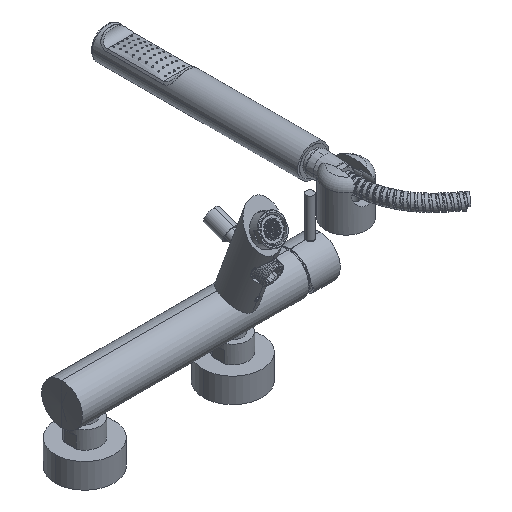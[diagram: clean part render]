
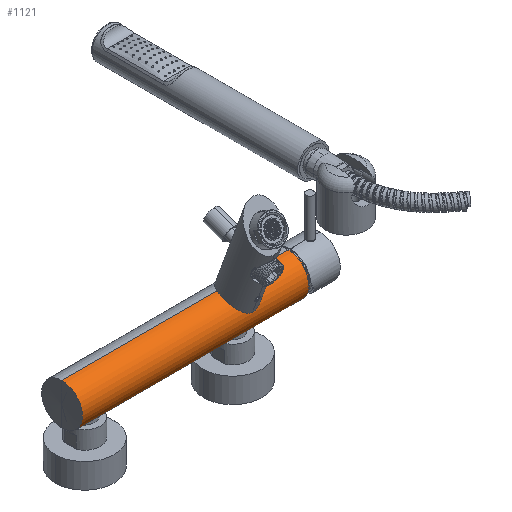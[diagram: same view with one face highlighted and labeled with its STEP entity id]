
A CAD part, isometric view. The second image highlights one B-rep face of the part: STEP entity #1121.
In plain terms, the highlighted cylindrical face has radius 20.75 mm (diameter 41.5 mm), a partial arc.
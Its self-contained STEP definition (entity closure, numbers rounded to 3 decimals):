
#53=CARTESIAN_POINT('',(132.,0.,0.));
#54=DIRECTION('',(1.,0.,0.));
#55=DIRECTION('',(0.,0.,1.));
#56=AXIS2_PLACEMENT_3D('',#53,#54,#55);
#73=CARTESIAN_POINT('',(71.308,0.,20.75));
#80=DIRECTION('',(1.,0.,0.));
#81=VECTOR('',#80,13.);
#82=CARTESIAN_POINT('',(-98.,0.,-20.75));
#83=LINE('',#82,#81);
#84=CARTESIAN_POINT('',(-85.,0.,-20.75));
#102=CARTESIAN_POINT('',(-65.,0.,-20.75));
#104=DIRECTION('',(1.,0.,0.));
#105=VECTOR('',#104,130.);
#106=CARTESIAN_POINT('',(-65.,0.,-20.75));
#107=LINE('',#106,#105);
#108=CARTESIAN_POINT('',(65.,0.,-20.75));
#126=CARTESIAN_POINT('',(85.,0.,-20.75));
#128=DIRECTION('',(1.,0.,0.));
#129=VECTOR('',#128,47.);
#130=CARTESIAN_POINT('',(85.,0.,-20.75));
#131=LINE('',#130,#129);
#132=CARTESIAN_POINT('',(78.692,0.,20.75));
#139=CARTESIAN_POINT('',(71.308,0.,20.75));
#140=CARTESIAN_POINT('',(70.712,-0.33,20.75));
#141=CARTESIAN_POINT('',(69.639,-1.112,20.736));
#142=CARTESIAN_POINT('',(68.304,-2.679,20.6));
#143=CARTESIAN_POINT('',(67.417,-4.429,20.299));
#144=CARTESIAN_POINT('',(66.979,-6.232,19.822));
#145=CARTESIAN_POINT('',(66.984,-8.004,19.175));
#146=CARTESIAN_POINT('',(67.431,-9.691,18.379));
#147=CARTESIAN_POINT('',(68.331,-11.221,17.481));
#148=CARTESIAN_POINT('',(69.664,-12.498,16.584));
#149=CARTESIAN_POINT('',(71.318,-13.418,15.837));
#150=CARTESIAN_POINT('',(73.137,-13.951,15.362));
#151=CARTESIAN_POINT('',(74.371,-14.066,15.255));
#152=CARTESIAN_POINT('',(75.,-14.066,15.255));
#154=CARTESIAN_POINT('',(75.,-14.066,15.255));
#155=CARTESIAN_POINT('',(75.629,-14.066,15.255));
#156=CARTESIAN_POINT('',(76.863,-13.951,15.362));
#157=CARTESIAN_POINT('',(78.682,-13.418,15.837));
#158=CARTESIAN_POINT('',(80.336,-12.498,16.584));
#159=CARTESIAN_POINT('',(81.669,-11.221,17.481));
#160=CARTESIAN_POINT('',(82.569,-9.691,18.379));
#161=CARTESIAN_POINT('',(83.016,-8.004,19.175));
#162=CARTESIAN_POINT('',(83.021,-6.232,19.822));
#163=CARTESIAN_POINT('',(82.583,-4.429,20.299));
#164=CARTESIAN_POINT('',(81.696,-2.679,20.6));
#165=CARTESIAN_POINT('',(80.361,-1.112,20.736));
#166=CARTESIAN_POINT('',(79.288,-0.33,20.75));
#167=CARTESIAN_POINT('',(78.692,0.,20.75));
#169=DIRECTION('',(1.,0.,0.));
#170=VECTOR('',#169,53.308);
#171=CARTESIAN_POINT('',(78.692,0.,20.75));
#172=LINE('',#171,#170);
#173=CARTESIAN_POINT('',(85.,0.,-20.75));
#174=CARTESIAN_POINT('',(85.,-0.665,-20.75));
#175=CARTESIAN_POINT('',(84.87,-1.967,-20.687));
#176=CARTESIAN_POINT('',(84.297,-3.852,-20.417));
#177=CARTESIAN_POINT('',(83.386,-5.56,-20.014));
#178=CARTESIAN_POINT('',(82.175,-7.054,-19.532));
#179=CARTESIAN_POINT('',(80.697,-8.294,-19.033));
#180=CARTESIAN_POINT('',(78.99,-9.24,-18.586));
#181=CARTESIAN_POINT('',(77.078,-9.851,-18.264));
#182=CARTESIAN_POINT('',(75.059,-10.068,-18.143));
#183=CARTESIAN_POINT('',(73.044,-9.875,-18.251));
#184=CARTESIAN_POINT('',(71.13,-9.291,-18.56));
#185=CARTESIAN_POINT('',(69.398,-8.36,-19.004));
#186=CARTESIAN_POINT('',(67.891,-7.122,-19.508));
#187=CARTESIAN_POINT('',(66.652,-5.619,-19.998));
#188=CARTESIAN_POINT('',(65.72,-3.898,-20.409));
#189=CARTESIAN_POINT('',(65.133,-1.991,-20.685));
#190=CARTESIAN_POINT('',(65.,-0.673,-20.75));
#191=CARTESIAN_POINT('',(65.,0.,-20.75));
#193=CARTESIAN_POINT('',(-65.,0.,-20.75));
#194=CARTESIAN_POINT('',(-65.,-0.673,-20.75));
#195=CARTESIAN_POINT('',(-65.133,-1.991,
-20.685));
#196=CARTESIAN_POINT('',(-65.72,-3.898,
-20.409));
#197=CARTESIAN_POINT('',(-66.652,-5.619,
-19.998));
#198=CARTESIAN_POINT('',(-67.891,-7.122,
-19.508));
#199=CARTESIAN_POINT('',(-69.398,-8.36,
-19.004));
#200=CARTESIAN_POINT('',(-71.13,-9.291,
-18.56));
#201=CARTESIAN_POINT('',(-73.044,-9.875,
-18.251));
#202=CARTESIAN_POINT('',(-75.059,-10.068,
-18.143));
#203=CARTESIAN_POINT('',(-77.078,-9.851,
-18.264));
#204=CARTESIAN_POINT('',(-78.99,-9.24,
-18.586));
#205=CARTESIAN_POINT('',(-80.697,-8.294,
-19.033));
#206=CARTESIAN_POINT('',(-82.175,-7.054,
-19.532));
#207=CARTESIAN_POINT('',(-83.386,-5.56,
-20.014));
#208=CARTESIAN_POINT('',(-84.297,-3.852,
-20.417));
#209=CARTESIAN_POINT('',(-84.87,-1.967,
-20.687));
#210=CARTESIAN_POINT('',(-85.,-0.665,-20.75));
#211=CARTESIAN_POINT('',(-85.,0.,-20.75));
#213=CARTESIAN_POINT('',(-98.,0.,0.));
#214=DIRECTION('',(1.,0.,0.));
#215=DIRECTION('',(0.,0.,1.));
#216=AXIS2_PLACEMENT_3D('',#213,#214,#215);
#218=DIRECTION('',(1.,0.,0.));
#219=VECTOR('',#218,169.308);
#220=CARTESIAN_POINT('',(-98.,0.,20.75));
#221=LINE('',#220,#219);
#929=CARTESIAN_POINT('',(132.,0.,-20.75));
#930=CARTESIAN_POINT('',(132.,0.,20.75));
#931=VERTEX_POINT('',#929);
#932=VERTEX_POINT('',#930);
#933=CARTESIAN_POINT('',(-98.,0.,-20.75));
#934=CARTESIAN_POINT('',(-98.,0.,20.75));
#935=VERTEX_POINT('',#933);
#936=VERTEX_POINT('',#934);
#955=VERTEX_POINT('',#108);
#956=VERTEX_POINT('',#126);
#963=VERTEX_POINT('',#102);
#964=VERTEX_POINT('',#84);
#967=VERTEX_POINT('',#73);
#969=VERTEX_POINT('',#132);
#970=VERTEX_POINT('',#152);
#1098=CARTESIAN_POINT('',(-98.,0.,0.));
#1099=DIRECTION('',(1.,0.,0.));
#1100=DIRECTION('',(0.,0.,-1.));
#1101=AXIS2_PLACEMENT_3D('',#1098,#1099,#1100);
#1102=CYLINDRICAL_SURFACE('',#1101,20.75);
#1104=ORIENTED_EDGE('',*,*,#1103,.T.);
#1106=ORIENTED_EDGE('',*,*,#1105,.T.);
#1107=ORIENTED_EDGE('',*,*,#1084,.T.);
#1108=ORIENTED_EDGE('',*,*,#1044,.T.);
#1109=ORIENTED_EDGE('',*,*,#1081,.F.);
#1111=ORIENTED_EDGE('',*,*,#1110,.T.);
#1112=ORIENTED_EDGE('',*,*,#1077,.F.);
#1114=ORIENTED_EDGE('',*,*,#1113,.T.);
#1115=ORIENTED_EDGE('',*,*,#1073,.F.);
#1117=ORIENTED_EDGE('',*,*,#1116,.F.);
#1118=ORIENTED_EDGE('',*,*,#1069,.T.);
#1119=EDGE_LOOP('',(#1104,#1106,#1107,#1108,#1109,#1111,#1112,#1114,#1115,#1117,
#1118));
#1120=FACE_OUTER_BOUND('',#1119,.F.);
#1121=ADVANCED_FACE('',(#1120),#1102,.T.);
#57=CIRCLE('',#56,20.75);
#153=B_SPLINE_CURVE_WITH_KNOTS('',3,(#139,#140,#141,#142,#143,#144,#145,#146,
#147,#148,#149,#150,#151,#152),.UNSPECIFIED.,.F.,.F.,(4,1,1,1,1,1,1,1,1,1,1,4),(
0.,0.091,0.182,0.273,0.364,
0.455,0.545,0.636,0.727,
0.818,0.909,1.),.UNSPECIFIED.);
#168=B_SPLINE_CURVE_WITH_KNOTS('',3,(#154,#155,#156,#157,#158,#159,#160,#161,
#162,#163,#164,#165,#166,#167),.UNSPECIFIED.,.F.,.F.,(4,1,1,1,1,1,1,1,1,1,1,4),(
0.,0.091,0.182,0.273,0.364,
0.455,0.545,0.636,0.727,
0.818,0.909,1.),.UNSPECIFIED.);
#192=B_SPLINE_CURVE_WITH_KNOTS('',3,(#173,#174,#175,#176,#177,#178,#179,#180,
#181,#182,#183,#184,#185,#186,#187,#188,#189,#190,#191),.UNSPECIFIED.,.F.,.F.,
(4,1,1,1,1,1,1,1,1,1,1,1,1,1,1,1,4),(0.,0.063,0.125,0.188,0.25,
0.313,0.375,0.438,0.5,0.563,0.625,0.688,0.75,0.813,
0.875,0.938,1.),.UNSPECIFIED.);
#212=B_SPLINE_CURVE_WITH_KNOTS('',3,(#193,#194,#195,#196,#197,#198,#199,#200,
#201,#202,#203,#204,#205,#206,#207,#208,#209,#210,#211),.UNSPECIFIED.,.F.,.F.,
(4,1,1,1,1,1,1,1,1,1,1,1,1,1,1,1,4),(0.,0.063,0.125,0.188,0.25,
0.313,0.375,0.438,0.5,0.563,0.625,0.688,0.75,0.813,
0.875,0.938,1.),.UNSPECIFIED.);
#217=CIRCLE('',#216,20.75);
#1044=EDGE_CURVE('',#932,#931,#57,.T.);
#1069=EDGE_CURVE('',#936,#967,#221,.T.);
#1073=EDGE_CURVE('',#935,#964,#83,.T.);
#1077=EDGE_CURVE('',#963,#955,#107,.T.);
#1081=EDGE_CURVE('',#956,#931,#131,.T.);
#1084=EDGE_CURVE('',#969,#932,#172,.T.);
#1103=EDGE_CURVE('',#967,#970,#153,.T.);
#1105=EDGE_CURVE('',#970,#969,#168,.T.);
#1110=EDGE_CURVE('',#956,#955,#192,.T.);
#1113=EDGE_CURVE('',#963,#964,#212,.T.);
#1116=EDGE_CURVE('',#936,#935,#217,.T.);
